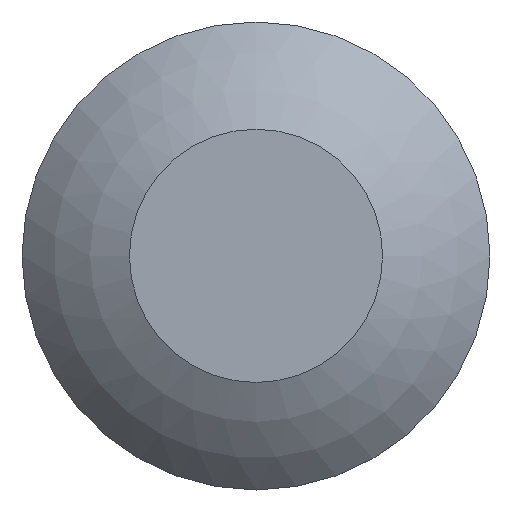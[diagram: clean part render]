
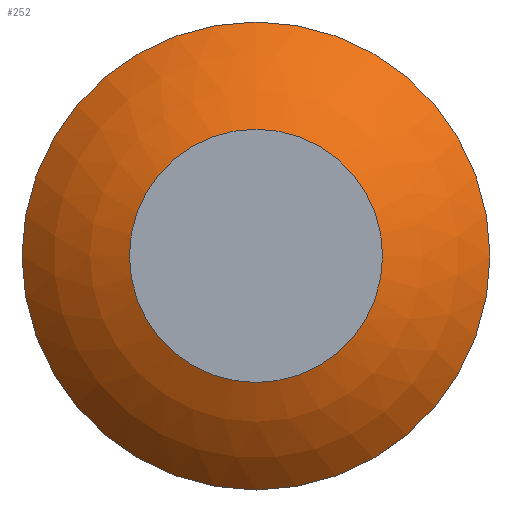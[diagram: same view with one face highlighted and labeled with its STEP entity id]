
A CAD part, top view. The second image highlights one B-rep face of the part: STEP entity #252.
In plain terms, the highlighted spherical face has radius 7.137 mm.
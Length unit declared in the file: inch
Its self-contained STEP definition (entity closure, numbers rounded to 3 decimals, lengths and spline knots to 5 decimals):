
#110=SPHERICAL_SURFACE('',#788,0.281);
#252=ADVANCED_FACE('',(#311,#312),#110,.T.);
#311=FACE_BOUND('',#353,.T.);
#312=FACE_BOUND('',#354,.T.);
#353=EDGE_LOOP('',(#531));
#354=EDGE_LOOP('',(#532));
#531=ORIENTED_EDGE('',*,*,#682,.F.);
#532=ORIENTED_EDGE('',*,*,#681,.T.);
#592=VERTEX_POINT('',#1221);
#593=VERTEX_POINT('',#1224);
#681=EDGE_CURVE('',#592,#592,#716,.T.);
#682=EDGE_CURVE('',#593,#593,#717,.T.);
#716=CIRCLE('',#784,0.21);
#717=CIRCLE('',#786,0.11363);
#784=AXIS2_PLACEMENT_3D('',#1220,#971,#972);
#786=AXIS2_PLACEMENT_3D('',#1223,#975,#976);
#788=AXIS2_PLACEMENT_3D('',#1226,#979,#980);
#971=DIRECTION('',(0.,0.,1.));
#972=DIRECTION('',(-1.,0.,0.));
#975=DIRECTION('',(0.,0.,1.));
#976=DIRECTION('',(0.,1.,0.));
#979=DIRECTION('',(0.,0.,1.));
#980=DIRECTION('',(1.,0.,0.));
#1220=CARTESIAN_POINT('',(0.11267,-0.038,0.33471));
#1221=CARTESIAN_POINT('',(-0.09733,-0.038,0.33471));
#1223=CARTESIAN_POINT('',(0.11267,-0.038,0.405));
#1224=CARTESIAN_POINT('',(0.11267,0.07563,0.405));
#1226=CARTESIAN_POINT('',(0.11267,-0.038,0.148));
